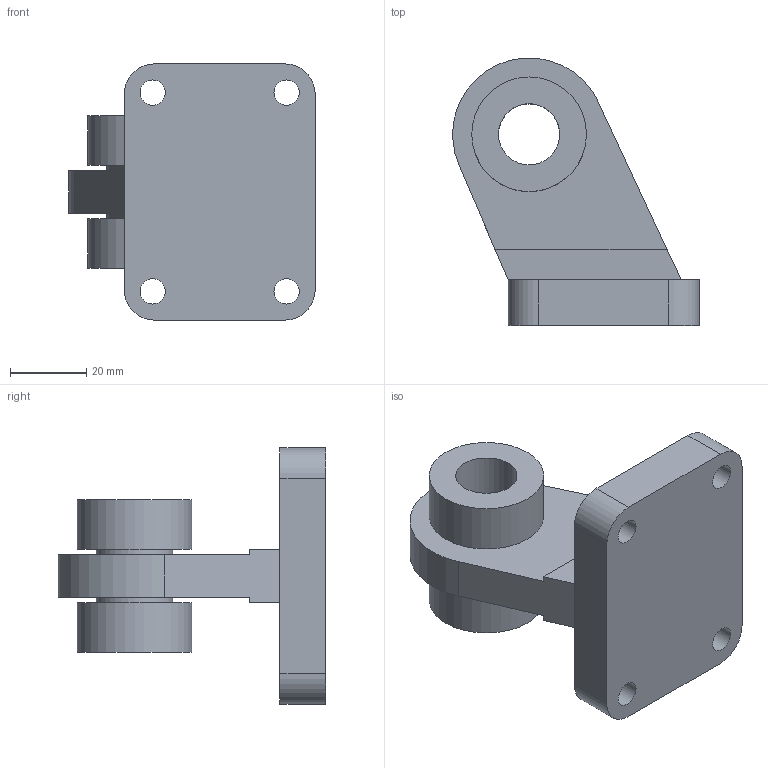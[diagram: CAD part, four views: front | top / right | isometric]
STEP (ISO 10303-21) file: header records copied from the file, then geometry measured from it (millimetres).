
FILE_DESCRIPTION(/* description */ ('STEP AP214'),/* implementation_level */ '2;1');
FILE_NAME(/* name */ '5564_LSN-63',/* time_stamp */ '2024-09-05T02:14:44+02:00',/* author */ ('License CC BY-ND 4.0'),/* organization */ ('CADENAS'),/* preprocessor_version */ 'ST-DEVELOPER v19.3',/* originating_system */ 'PARTsolutions',/* authorisation */ ' ');
FILE_SCHEMA (('AUTOMOTIVE_DESIGN {1 0 10303 214 3 1 1}'));
Length unit declared in the file: millimetre
Products named in the file (1): 5564 LSN-63
Bounding box: 64.47 x 69.94 x 67 mm (x, y, z)
Volume: 74057.2 mm3; surface area: 21927.9 mm2
Topology: 1 solids, 1 shells, 40 faces, 90 edges, 60 vertices
Faces by surface type: plane 22, cylinder 18
Full cylindrical faces by diameter (mm): 6.6 x4, 11 x4, 16 x1, 20 x2, 30 x2
Entity records: 1371 total; most frequent: DIRECTION 193, CARTESIAN_POINT 174, ORIENTED_EDGE 150, AXIS2_PLACEMENT_3D 77, EDGE_CURVE 75, EDGE_LOOP 71, FACE_BOUND 71, VERTEX_POINT 58
